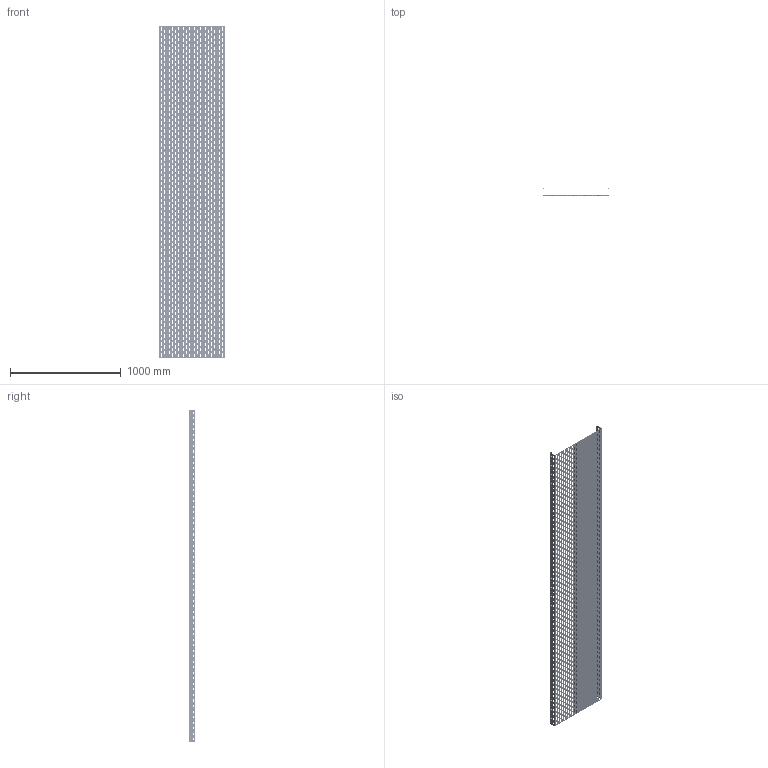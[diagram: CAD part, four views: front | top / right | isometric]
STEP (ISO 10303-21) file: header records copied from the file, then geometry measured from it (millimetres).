
FILE_DESCRIPTION (( 'STEP AP214' ), '1' );
FILE_NAME ('6048924.stp', '2018-10-02T12:27:59', ( '' ), ( '' ), 'SwSTEP 2.0', 'SolidWorks 2018', '' );
FILE_SCHEMA (( 'AUTOMOTIVE_DESIGN' ));
Products named in the file (1): 6048924
Bounding box: 600 x 59.8 x 3000 mm (x, y, z)
Volume: 1725010.6 mm3; surface area: 3939167.3 mm2
Topology: 1 solids, 1 shells, 7839 faces, 23495 edges, 15658 vertices
Faces by surface type: cylinder 4591, plane 3248
Entity records: 274153 total; most frequent: DIRECTION 48357, CARTESIAN_POINT 46993, ORIENTED_EDGE 46990, EDGE_CURVE 23495, AXIS2_PLACEMENT_3D 17022, VERTEX_POINT 15658, LINE 14313, VECTOR 14313
